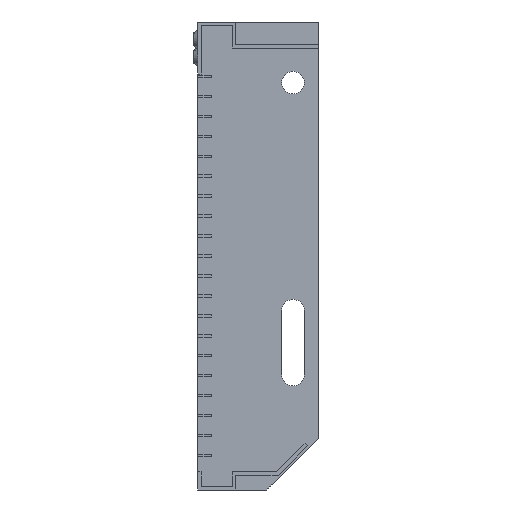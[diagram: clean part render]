
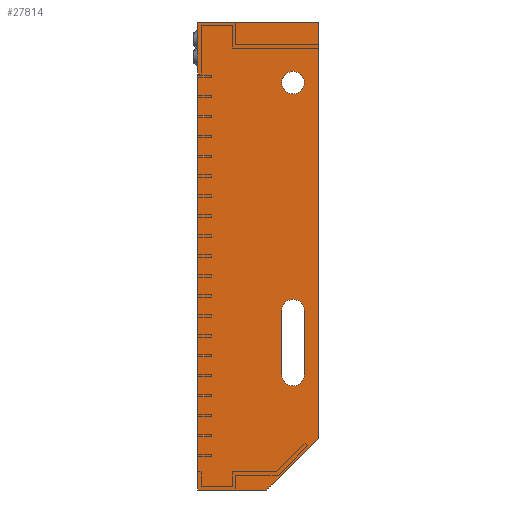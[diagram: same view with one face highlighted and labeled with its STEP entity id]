
A CAD part, left-side view. The second image highlights one B-rep face of the part: STEP entity #27814.
In plain terms, the highlighted planar face has unit normal (-1, 0, 0).
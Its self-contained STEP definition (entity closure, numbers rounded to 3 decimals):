
#6 = CIRCLE ( 'NONE', #20744, 6.5 ) ;
#76 = DIRECTION ( 'NONE',  ( 0., 0., 1. ) ) ;
#631 = DIRECTION ( 'NONE',  ( 0., 0., -1. ) ) ;
#1168 = CARTESIAN_POINT ( 'NONE',  ( -400., 15., -203.5 ) ) ;
#1714 = VERTEX_POINT ( 'NONE', #26845 ) ;
#1898 = CARTESIAN_POINT ( 'NONE',  ( -400., 15., -35. ) ) ;
#2155 = DIRECTION ( 'NONE',  ( 1., 0., 0. ) ) ;
#3103 = VECTOR ( 'NONE', #29637, 1000. ) ;
#3163 = DIRECTION ( 'NONE',  ( 1., 0., 0. ) ) ;
#3213 = CARTESIAN_POINT ( 'NONE',  ( -400., 15., -203.5 ) ) ;
#3394 = ORIENTED_EDGE ( 'NONE', *, *, #29142, .T. ) ;
#3980 = ORIENTED_EDGE ( 'NONE', *, *, #19765, .F. ) ;
#4730 = LINE ( 'NONE', #23577, #25049 ) ;
#4918 = VERTEX_POINT ( 'NONE', #13003 ) ;
#5011 = FACE_BOUND ( 'NONE', #26118, .T. ) ;
#5114 = EDGE_LOOP ( 'NONE', ( #24856, #8778, #3394, #26523, #14420 ) ) ;
#5142 = CIRCLE ( 'NONE', #15583, 6.5 ) ;
#5355 = DIRECTION ( 'NONE',  ( 1., 0., 0. ) ) ;
#5581 = CARTESIAN_POINT ( 'NONE',  ( -400., 21.5, -203.5 ) ) ;
#6373 = DIRECTION ( 'NONE',  ( 0., 0., -1. ) ) ;
#6390 = DIRECTION ( 'NONE',  ( 0., 0., -1. ) ) ;
#6462 = CARTESIAN_POINT ( 'NONE',  ( -400., 8.5, -203.5 ) ) ;
#6911 = FACE_BOUND ( 'NONE', #5114, .T. ) ;
#7111 = DIRECTION ( 'NONE',  ( 0., 0.707, -0.707 ) ) ;
#7390 = ORIENTED_EDGE ( 'NONE', *, *, #12731, .T. ) ;
#7447 = CARTESIAN_POINT ( 'NONE',  ( -400., 0., 0. ) ) ;
#7454 = VERTEX_POINT ( 'NONE', #6462 ) ;
#7603 = EDGE_CURVE ( 'NONE', #7454, #7740, #6, .T. ) ;
#7707 = CARTESIAN_POINT ( 'NONE',  ( -400., 30., -270. ) ) ;
#7740 = VERTEX_POINT ( 'NONE', #21936 ) ;
#7966 = DIRECTION ( 'NONE',  ( 0., 0., -1. ) ) ;
#8048 = ORIENTED_EDGE ( 'NONE', *, *, #25837, .F. ) ;
#8504 = VERTEX_POINT ( 'NONE', #7707 ) ;
#8778 = ORIENTED_EDGE ( 'NONE', *, *, #7603, .T. ) ;
#9621 = AXIS2_PLACEMENT_3D ( 'NONE', #3213, #5355, #7966 ) ;
#9778 = VECTOR ( 'NONE', #19196, 1000. ) ;
#9779 = LINE ( 'NONE', #10249, #27803 ) ;
#10242 = LINE ( 'NONE', #25873, #14778 ) ;
#10249 = CARTESIAN_POINT ( 'NONE',  ( -400., 0., 0. ) ) ;
#10331 = CARTESIAN_POINT ( 'NONE',  ( -400., 0., -240. ) ) ;
#10609 = DIRECTION ( 'NONE',  ( 0., 0., 1. ) ) ;
#11218 = VERTEX_POINT ( 'NONE', #29885 ) ;
#11644 = VERTEX_POINT ( 'NONE', #7447 ) ;
#12165 = FACE_OUTER_BOUND ( 'NONE', #28941, .T. ) ;
#12731 = EDGE_CURVE ( 'NONE', #18304, #11218, #22949, .T. ) ;
#13003 = CARTESIAN_POINT ( 'NONE',  ( -400., 8.5, -166.5 ) ) ;
#13120 = ORIENTED_EDGE ( 'NONE', *, *, #21769, .F. ) ;
#13992 = EDGE_CURVE ( 'NONE', #16078, #14919, #27364, .T. ) ;
#14159 = DIRECTION ( 'NONE',  ( 0., 1., 0. ) ) ;
#14420 = ORIENTED_EDGE ( 'NONE', *, *, #17428, .T. ) ;
#14597 = ORIENTED_EDGE ( 'NONE', *, *, #15502, .F. ) ;
#14778 = VECTOR ( 'NONE', #7111, 1000. ) ;
#14919 = VERTEX_POINT ( 'NONE', #20403 ) ;
#15372 = DIRECTION ( 'NONE',  ( 0., 0., -1. ) ) ;
#15502 = EDGE_CURVE ( 'NONE', #27155, #1714, #20996, .T. ) ;
#15583 = AXIS2_PLACEMENT_3D ( 'NONE', #29185, #3163, #631 ) ;
#16078 = VERTEX_POINT ( 'NONE', #28054 ) ;
#16240 = CIRCLE ( 'NONE', #9621, 6.5 ) ;
#16927 = VECTOR ( 'NONE', #10609, 1000. ) ;
#17024 = CIRCLE ( 'NONE', #20085, 6.5 ) ;
#17260 = DIRECTION ( 'NONE',  ( 1., 0., 0. ) ) ;
#17428 = EDGE_CURVE ( 'NONE', #14919, #4918, #5142, .T. ) ;
#17698 = CARTESIAN_POINT ( 'NONE',  ( -400., 8.5, -166.5 ) ) ;
#18304 = VERTEX_POINT ( 'NONE', #23206 ) ;
#18468 = AXIS2_PLACEMENT_3D ( 'NONE', #21100, #2155, #31133 ) ;
#19196 = DIRECTION ( 'NONE',  ( 0., 0., -1. ) ) ;
#19765 = EDGE_CURVE ( 'NONE', #22592, #8504, #10242, .T. ) ;
#20085 = AXIS2_PLACEMENT_3D ( 'NONE', #28251, #28344, #6390 ) ;
#20403 = CARTESIAN_POINT ( 'NONE',  ( -400., 21.5, -166.5 ) ) ;
#20744 = AXIS2_PLACEMENT_3D ( 'NONE', #1168, #17260, #15372 ) ;
#20779 = CARTESIAN_POINT ( 'NONE',  ( -400., 0., -240. ) ) ;
#20863 = ORIENTED_EDGE ( 'NONE', *, *, #28281, .T. ) ;
#20996 = LINE ( 'NONE', #31177, #30350 ) ;
#21100 = CARTESIAN_POINT ( 'NONE',  ( -400., 0., 0. ) ) ;
#21554 = LINE ( 'NONE', #17698, #3103 ) ;
#21769 = EDGE_CURVE ( 'NONE', #11644, #22592, #28151, .T. ) ;
#21936 = CARTESIAN_POINT ( 'NONE',  ( -400., 15., -210. ) ) ;
#22592 = VERTEX_POINT ( 'NONE', #10331 ) ;
#22949 = CIRCLE ( 'NONE', #27089, 6.5 ) ;
#23206 = CARTESIAN_POINT ( 'NONE',  ( -400., 15., -41.5 ) ) ;
#23577 = CARTESIAN_POINT ( 'NONE',  ( -400., 70., -270. ) ) ;
#24738 = DIRECTION ( 'NONE',  ( 0., -1., 0. ) ) ;
#24856 = ORIENTED_EDGE ( 'NONE', *, *, #28000, .T. ) ;
#25049 = VECTOR ( 'NONE', #14159, 1000. ) ;
#25053 = CARTESIAN_POINT ( 'NONE',  ( -400., 70., -270. ) ) ;
#25837 = EDGE_CURVE ( 'NONE', #8504, #27155, #4730, .T. ) ;
#25873 = CARTESIAN_POINT ( 'NONE',  ( -400., 30., -270. ) ) ;
#26003 = PLANE ( 'NONE',  #18468 ) ;
#26118 = EDGE_LOOP ( 'NONE', ( #7390, #20863 ) ) ;
#26523 = ORIENTED_EDGE ( 'NONE', *, *, #13992, .T. ) ;
#26845 = CARTESIAN_POINT ( 'NONE',  ( -400., 70., 0. ) ) ;
#26947 = ORIENTED_EDGE ( 'NONE', *, *, #29924, .F. ) ;
#27089 = AXIS2_PLACEMENT_3D ( 'NONE', #1898, #30456, #6373 ) ;
#27155 = VERTEX_POINT ( 'NONE', #25053 ) ;
#27364 = LINE ( 'NONE', #5581, #16927 ) ;
#27803 = VECTOR ( 'NONE', #24738, 1000. ) ;
#27814 = ADVANCED_FACE ( 'NONE', ( #6911, #5011, #12165 ), #26003, .F. ) ;
#28000 = EDGE_CURVE ( 'NONE', #4918, #7454, #21554, .T. ) ;
#28054 = CARTESIAN_POINT ( 'NONE',  ( -400., 21.5, -203.5 ) ) ;
#28151 = LINE ( 'NONE', #20779, #9778 ) ;
#28251 = CARTESIAN_POINT ( 'NONE',  ( -400., 15., -35. ) ) ;
#28281 = EDGE_CURVE ( 'NONE', #11218, #18304, #17024, .T. ) ;
#28344 = DIRECTION ( 'NONE',  ( 1., 0., 0. ) ) ;
#28941 = EDGE_LOOP ( 'NONE', ( #13120, #26947, #14597, #8048, #3980 ) ) ;
#29142 = EDGE_CURVE ( 'NONE', #7740, #16078, #16240, .T. ) ;
#29185 = CARTESIAN_POINT ( 'NONE',  ( -400., 15., -166.5 ) ) ;
#29637 = DIRECTION ( 'NONE',  ( 0., 0., -1. ) ) ;
#29885 = CARTESIAN_POINT ( 'NONE',  ( -400., 15., -28.5 ) ) ;
#29924 = EDGE_CURVE ( 'NONE', #1714, #11644, #9779, .T. ) ;
#30350 = VECTOR ( 'NONE', #76, 1000. ) ;
#30456 = DIRECTION ( 'NONE',  ( 1., 0., 0. ) ) ;
#31133 = DIRECTION ( 'NONE',  ( 0., 0., 1. ) ) ;
#31177 = CARTESIAN_POINT ( 'NONE',  ( -400., 70., 0. ) ) ;
